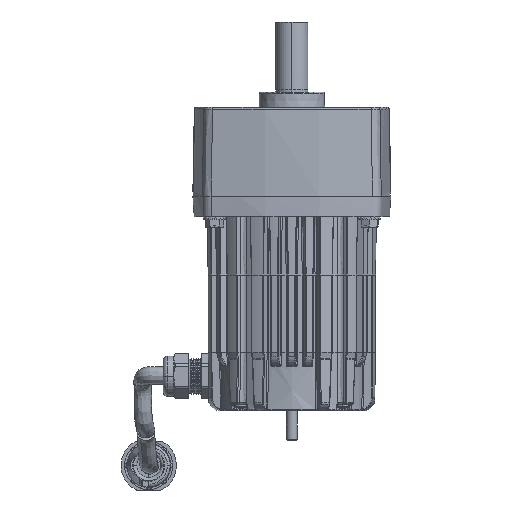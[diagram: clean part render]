
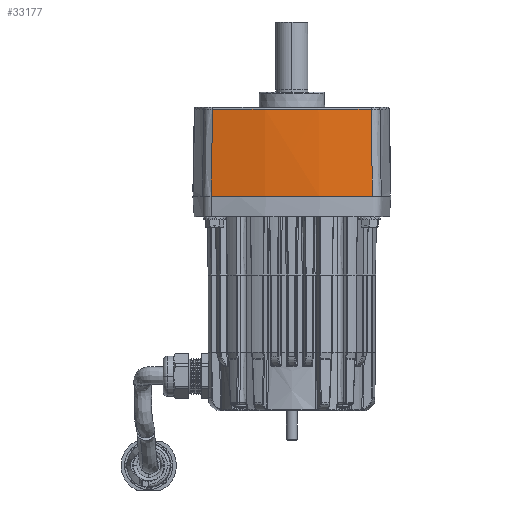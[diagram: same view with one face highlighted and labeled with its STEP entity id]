
A CAD part, front view. The second image highlights one B-rep face of the part: STEP entity #33177.
In plain terms, the highlighted conical face has half-angle 1 degrees and reference radius 203.2 mm.
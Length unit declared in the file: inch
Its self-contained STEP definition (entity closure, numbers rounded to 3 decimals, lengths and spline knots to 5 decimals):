
#3240 = ORIENTED_EDGE ( 'NONE', *, *, #39023, .T. ) ;
#6096 = EDGE_LOOP ( 'NONE', ( #31883, #21520, #59857, #3240 ) ) ;
#6313 = DIRECTION ( 'NONE',  ( 1., 0., 0. ) ) ;
#7429 = CARTESIAN_POINT ( 'NONE',  ( 1.85745, -2.06439, -2.06105 ) ) ;
#7917 = CARTESIAN_POINT ( 'NONE',  ( -1.88764, -2.09363, -0.027 ) ) ;
#10502 = CARTESIAN_POINT ( 'NONE',  ( 0., 5.68, -2.06105 ) ) ;
#10533 = CARTESIAN_POINT ( 'NONE',  ( 1.88764, -2.09363, -0.027 ) ) ;
#11218 = CARTESIAN_POINT ( 'NONE',  ( -1.88254, -2.08869, -0.37076 ) ) ;
#14966 = EDGE_CURVE ( 'NONE', #64548, #48556, #45196, .T. ) ;
#15888 = VERTEX_POINT ( 'NONE', #10533 ) ;
#17041 = EDGE_CURVE ( 'NONE', #15888, #64548, #34088, .T. ) ;
#17078 = DIRECTION ( 'NONE',  ( -1., 0., 0. ) ) ;
#17794 = CARTESIAN_POINT ( 'NONE',  ( -1.87234, -2.07881, -1.05828 ) ) ;
#19733 = AXIS2_PLACEMENT_3D ( 'NONE', #80105, #41042, #21115 ) ;
#20527 = CARTESIAN_POINT ( 'NONE',  ( 1.87234, -2.07881, -1.05828 ) ) ;
#20797 = CARTESIAN_POINT ( 'NONE',  ( 1.85745, -2.06439, -2.06105 ) ) ;
#21115 = DIRECTION ( 'NONE',  ( 1., 0., 0. ) ) ;
#21520 = ORIENTED_EDGE ( 'NONE', *, *, #17041, .T. ) ;
#24308 = CARTESIAN_POINT ( 'NONE',  ( -1.86241, -2.0692, -1.72679 ) ) ;
#27038 = CARTESIAN_POINT ( 'NONE',  ( 1.88254, -2.08869, -0.37076 ) ) ;
#31883 = ORIENTED_EDGE ( 'NONE', *, *, #62855, .T. ) ;
#33177 = ADVANCED_FACE ( 'NONE', ( #74980 ), #34193, .T. ) ;
#34088 = CIRCLE ( 'NONE', #66157, 7.99953 ) ;
#34193 = CONICAL_SURFACE ( 'NONE', #19733, 8., 0.017 ) ;
#39023 = EDGE_CURVE ( 'NONE', #48556, #54263, #61710, .T. ) ;
#41042 = DIRECTION ( 'NONE',  ( 0., 0., 1. ) ) ;
#43698 = CARTESIAN_POINT ( 'NONE',  ( -1.87744, -2.08375, -0.71452 ) ) ;
#45196 = B_SPLINE_CURVE_WITH_KNOTS ( 'NONE', 3,
 ( #56800, #11218, #43698, #17794, #63377, #24308, #69909 ),
 .UNSPECIFIED., .F., .F.,
 ( 4, 3, 4 ),
 ( 0.00069, 0.02689, 0.05236 ),
 .UNSPECIFIED. ) ;
#45367 = DIRECTION ( 'NONE',  ( 0., 0., -1. ) ) ;
#46485 = CARTESIAN_POINT ( 'NONE',  ( 1.86241, -2.0692, -1.72679 ) ) ;
#47573 = B_SPLINE_CURVE_WITH_KNOTS ( 'NONE', 3,
 ( #7429, #46485, #59544, #20527, #66105, #27038, #72668 ),
 .UNSPECIFIED., .F., .F.,
 ( 4, 3, 4 ),
 ( 0.0015, 0.02697, 0.05317 ),
 .UNSPECIFIED. ) ;
#48556 = VERTEX_POINT ( 'NONE', #74367 ) ;
#54263 = VERTEX_POINT ( 'NONE', #20797 ) ;
#56102 = DIRECTION ( 'NONE',  ( 0., 0., 1. ) ) ;
#56800 = CARTESIAN_POINT ( 'NONE',  ( -1.88764, -2.09363, -0.027 ) ) ;
#59544 = CARTESIAN_POINT ( 'NONE',  ( 1.86738, -2.07401, -1.39254 ) ) ;
#59857 = ORIENTED_EDGE ( 'NONE', *, *, #14966, .T. ) ;
#61710 = CIRCLE ( 'NONE', #76258, 7.96402 ) ;
#62855 = EDGE_CURVE ( 'NONE', #54263, #15888, #47573, .T. ) ;
#63377 = CARTESIAN_POINT ( 'NONE',  ( -1.86738, -2.07401, -1.39254 ) ) ;
#64548 = VERTEX_POINT ( 'NONE', #7917 ) ;
#66105 = CARTESIAN_POINT ( 'NONE',  ( 1.87744, -2.08375, -0.71452 ) ) ;
#66157 = AXIS2_PLACEMENT_3D ( 'NONE', #84361, #45367, #6313 ) ;
#69909 = CARTESIAN_POINT ( 'NONE',  ( -1.85745, -2.06439, -2.06105 ) ) ;
#72668 = CARTESIAN_POINT ( 'NONE',  ( 1.88764, -2.09363, -0.027 ) ) ;
#74367 = CARTESIAN_POINT ( 'NONE',  ( -1.85745, -2.06439, -2.06105 ) ) ;
#74980 = FACE_OUTER_BOUND ( 'NONE', #6096, .T. ) ;
#76258 = AXIS2_PLACEMENT_3D ( 'NONE', #10502, #56102, #17078 ) ;
#80105 = CARTESIAN_POINT ( 'NONE',  ( 0., 5.68, 0. ) ) ;
#84361 = CARTESIAN_POINT ( 'NONE',  ( 0., 5.68, -0.027 ) ) ;
